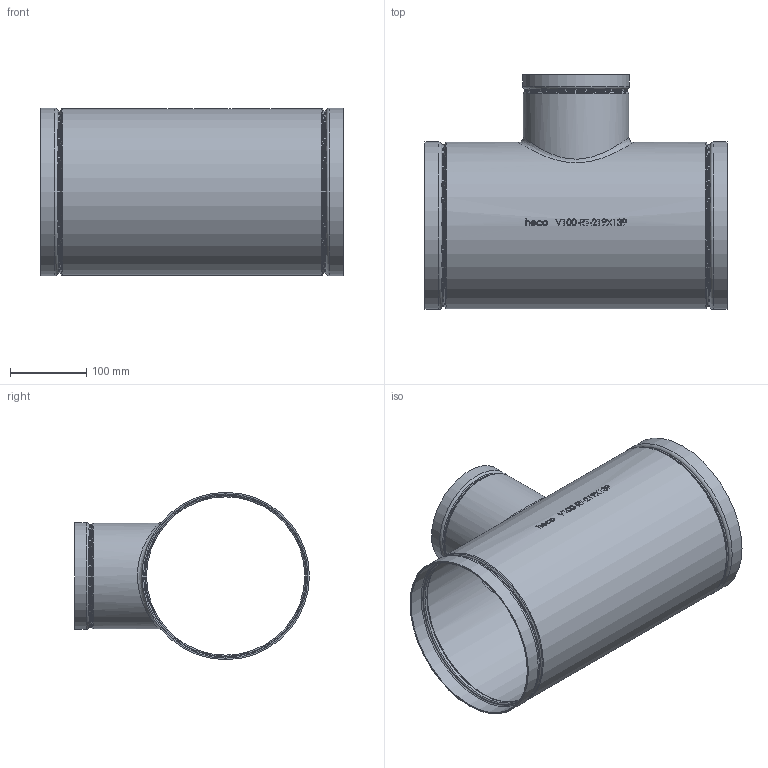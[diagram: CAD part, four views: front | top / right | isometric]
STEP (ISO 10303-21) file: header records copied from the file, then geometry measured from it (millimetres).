
FILE_DESCRIPTION (( 'STEP AP214' ), '1' );
FILE_NAME ('V100-RT-219X139-x Typ E493 DN200x125 800x500 Ø219,1x139,7 1812.STEP', '2018-12-17T10:20:53', ( '' ), ( '' ), 'SwSTEP 2.0', 'SolidWorks 2016', '' );
FILE_SCHEMA (( 'AUTOMOTIVE_DESIGN' ));
Length unit declared in the file: inch
Products named in the file (1): V100-RT-219X139-x Typ E493 DN200x125 800x500 Ø219,1x139,7 1812
Bounding box: 395.22 x 307.15 x 219.07 mm (x, y, z)
Volume: 615192.5 mm3; surface area: 606152.6 mm2
Topology: 1 solids, 1 shells, 267 faces, 680 edges, 444 vertices
Faces by surface type: bspline 98, plane 97, cylinder 42, torus 24, cone 6
Full cylindrical faces by diameter (mm): 129.769 x1, 133.833 x1, 134.518 x1, 135.636 x1, 138.582 x1, 139.7 x1, 207.137 x2, 211.201 x2, 213.893 x1, 215.011 x2, 217.957 x1, 219.075 x2
Entity records: 16649 total; most frequent: CARTESIAN_POINT 8449, ORIENTED_EDGE 1236, DIRECTION 802, EDGE_CURVE 618, VERTEX_POINT 430, EDGE_LOOP 348, FACE_OUTER_BOUND 309, AXIS2_PLACEMENT_3D 268
